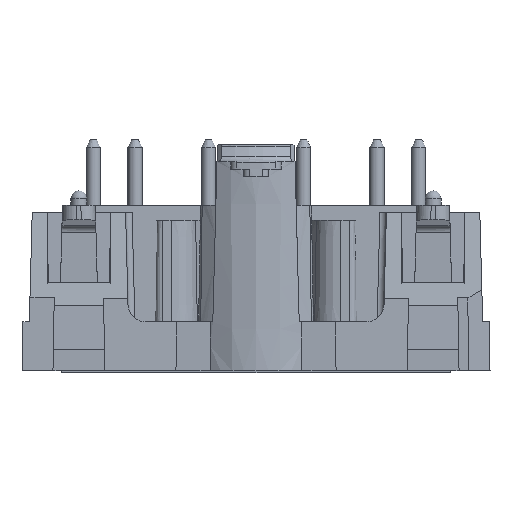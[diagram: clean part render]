
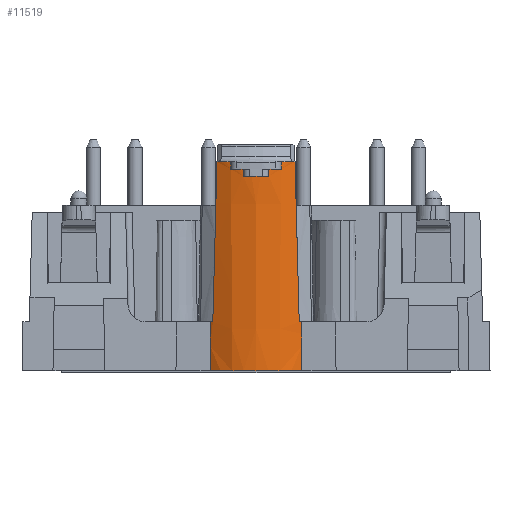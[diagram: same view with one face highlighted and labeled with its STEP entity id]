
A CAD part, left-side view. The second image highlights one B-rep face of the part: STEP entity #11519.
In plain terms, the highlighted conical face has half-angle 0.516 degrees and reference radius 5.5 mm.
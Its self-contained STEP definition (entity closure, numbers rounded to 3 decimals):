
#42=ELLIPSE('',#15730,283.039,6.957);
#43=ELLIPSE('',#15746,283.039,6.957);
#84=ELLIPSE('',#15942,248.172,3.71);
#85=ELLIPSE('',#15945,248.172,3.71);
#230=CONICAL_SURFACE('',#15943,5.5,0.009);
#328=CIRCLE('',#15732,5.6);
#329=CIRCLE('',#15735,5.595);
#330=CIRCLE('',#15738,5.591);
#331=CIRCLE('',#15741,5.595);
#332=CIRCLE('',#15744,5.6);
#388=CIRCLE('',#15925,5.5);
#390=CIRCLE('',#15928,5.5);
#394=CIRCLE('',#15944,5.469);
#786=B_SPLINE_CURVE_WITH_KNOTS('',3,(#23251,#23252,#23253,#23254,#23255,
#23256,#23257),.UNSPECIFIED.,.F.,.F.,(4,3,4),(0.002,0.002,
0.002),.UNSPECIFIED.);
#787=B_SPLINE_CURVE_WITH_KNOTS('',3,(#23265,#23266,#23267,#23268,#23269,
#23270,#23271),.UNSPECIFIED.,.F.,.F.,(4,3,4),(0.002,0.002,
0.003),.UNSPECIFIED.);
#788=B_SPLINE_CURVE_WITH_KNOTS('',3,(#23279,#23280,#23281,#23282,#23283,
#23284,#23285),.UNSPECIFIED.,.F.,.F.,(4,3,4),(0.002,0.002,
0.002),.UNSPECIFIED.);
#789=B_SPLINE_CURVE_WITH_KNOTS('',3,(#23293,#23294,#23295,#23296,#23297,
#23298,#23299),.UNSPECIFIED.,.F.,.F.,(4,3,4),(0.002,0.002,
0.002),.UNSPECIFIED.);
#2516=ORIENTED_EDGE('',*,*,#5106,.F.);
#2517=ORIENTED_EDGE('',*,*,#5107,.F.);
#2518=ORIENTED_EDGE('',*,*,#5082,.T.);
#2519=ORIENTED_EDGE('',*,*,#4888,.F.);
#2520=ORIENTED_EDGE('',*,*,#4886,.T.);
#2521=ORIENTED_EDGE('',*,*,#4884,.T.);
#2522=ORIENTED_EDGE('',*,*,#4882,.T.);
#2523=ORIENTED_EDGE('',*,*,#4880,.T.);
#2524=ORIENTED_EDGE('',*,*,#4878,.T.);
#2525=ORIENTED_EDGE('',*,*,#4876,.T.);
#2526=ORIENTED_EDGE('',*,*,#4874,.T.);
#2527=ORIENTED_EDGE('',*,*,#4872,.T.);
#2528=ORIENTED_EDGE('',*,*,#4870,.T.);
#2529=ORIENTED_EDGE('',*,*,#4868,.F.);
#2530=ORIENTED_EDGE('',*,*,#5080,.T.);
#2531=ORIENTED_EDGE('',*,*,#5104,.T.);
#4868=EDGE_CURVE('',#6338,#6339,#42,.F.);
#4870=EDGE_CURVE('',#6340,#6339,#328,.T.);
#4872=EDGE_CURVE('',#6341,#6340,#786,.T.);
#4874=EDGE_CURVE('',#6342,#6341,#329,.T.);
#4876=EDGE_CURVE('',#6343,#6342,#787,.T.);
#4878=EDGE_CURVE('',#6344,#6343,#330,.T.);
#4880=EDGE_CURVE('',#6345,#6344,#788,.T.);
#4882=EDGE_CURVE('',#6346,#6345,#331,.T.);
#4884=EDGE_CURVE('',#6347,#6346,#789,.T.);
#4886=EDGE_CURVE('',#6348,#6347,#332,.T.);
#4888=EDGE_CURVE('',#6348,#6349,#43,.F.);
#5080=EDGE_CURVE('',#6338,#6472,#388,.T.);
#5082=EDGE_CURVE('',#6473,#6349,#390,.T.);
#5104=EDGE_CURVE('',#6472,#6492,#84,.F.);
#5106=EDGE_CURVE('',#6493,#6492,#394,.F.);
#5107=EDGE_CURVE('',#6473,#6493,#85,.T.);
#6338=VERTEX_POINT('',#23242);
#6339=VERTEX_POINT('',#23244);
#6340=VERTEX_POINT('',#23248);
#6341=VERTEX_POINT('',#23258);
#6342=VERTEX_POINT('',#23262);
#6343=VERTEX_POINT('',#23272);
#6344=VERTEX_POINT('',#23276);
#6345=VERTEX_POINT('',#23286);
#6346=VERTEX_POINT('',#23290);
#6347=VERTEX_POINT('',#23300);
#6348=VERTEX_POINT('',#23304);
#6349=VERTEX_POINT('',#23308);
#6472=VERTEX_POINT('',#23707);
#6473=VERTEX_POINT('',#23711);
#6492=VERTEX_POINT('',#23760);
#6493=VERTEX_POINT('',#23765);
#9521=EDGE_LOOP('',(#2516,#2517,#2518,#2519,#2520,#2521,#2522,#2523,#2524,
#2525,#2526,#2527,#2528,#2529,#2530,#2531));
#10329=FACE_BOUND('',#9521,.T.);
#11519=ADVANCED_FACE('',(#10329),#230,.T.);
#15730=AXIS2_PLACEMENT_3D('',#23243,#17376,#17377);
#15732=AXIS2_PLACEMENT_3D('',#23247,#17381,#17382);
#15735=AXIS2_PLACEMENT_3D('',#23261,#17389,#17390);
#15738=AXIS2_PLACEMENT_3D('',#23275,#17397,#17398);
#15741=AXIS2_PLACEMENT_3D('',#23289,#17405,#17406);
#15744=AXIS2_PLACEMENT_3D('',#23303,#17413,#17414);
#15746=AXIS2_PLACEMENT_3D('',#23307,#17418,#17419);
#15925=AXIS2_PLACEMENT_3D('',#23708,#17874,#17875);
#15928=AXIS2_PLACEMENT_3D('',#23712,#17880,#17881);
#15942=AXIS2_PLACEMENT_3D('',#23761,#17924,#17925);
#15943=AXIS2_PLACEMENT_3D('',#23763,#17927,#17928);
#15944=AXIS2_PLACEMENT_3D('',#23764,#17929,#17930);
#15945=AXIS2_PLACEMENT_3D('',#23766,#17931,#17932);
#17376=DIRECTION('',(0.,-1.,-0.026));
#17377=DIRECTION('',(0.,-0.026,1.));
#17381=DIRECTION('',(0.,0.,-1.));
#17382=DIRECTION('',(-1.,0.,0.));
#17389=DIRECTION('',(0.,0.,-1.));
#17390=DIRECTION('',(-1.,0.,0.));
#17397=DIRECTION('',(0.,0.,-1.));
#17398=DIRECTION('',(-1.,0.,0.));
#17405=DIRECTION('',(0.,0.,-1.));
#17406=DIRECTION('',(-1.,0.,0.));
#17413=DIRECTION('',(0.,0.,-1.));
#17414=DIRECTION('',(-1.,0.,0.));
#17418=DIRECTION('',(0.,1.,-0.026));
#17419=DIRECTION('',(0.,0.026,1.));
#17874=DIRECTION('',(0.,0.,-1.));
#17875=DIRECTION('',(-1.,0.,0.));
#17880=DIRECTION('',(0.,0.,-1.));
#17881=DIRECTION('',(-1.,0.,0.));
#17924=DIRECTION('',(1.,0.,0.017));
#17925=DIRECTION('',(-0.017,0.,1.));
#17927=DIRECTION('',(0.,0.,1.));
#17928=DIRECTION('',(-1.,0.,0.));
#17929=DIRECTION('',(0.,0.,1.));
#17930=DIRECTION('',(1.,0.,0.));
#17931=DIRECTION('',(1.,0.,0.017));
#17932=DIRECTION('',(-0.017,0.,1.));
#23242=CARTESIAN_POINT('',(-32.11,3.,3.4));
#23243=CARTESIAN_POINT('',(-27.5,-2.549,215.309));
#23244=CARTESIAN_POINT('',(-32.401,2.709,14.5));
#23247=CARTESIAN_POINT('',(-27.5,0.,14.5));
#23248=CARTESIAN_POINT('',(-32.82,1.75,14.5));
#23251=CARTESIAN_POINT('',(-32.815,1.75,14.));
#23252=CARTESIAN_POINT('',(-32.815,1.75,14.05));
#23253=CARTESIAN_POINT('',(-32.816,1.75,14.1));
#23254=CARTESIAN_POINT('',(-32.816,1.75,14.15));
#23255=CARTESIAN_POINT('',(-32.817,1.75,14.266));
#23256=CARTESIAN_POINT('',(-32.818,1.75,14.383));
#23257=CARTESIAN_POINT('',(-32.82,1.75,14.5));
#23258=CARTESIAN_POINT('',(-32.815,1.75,14.));
#23261=CARTESIAN_POINT('',(-27.5,0.,14.));
#23262=CARTESIAN_POINT('',(-33.023,0.9,14.));
#23265=CARTESIAN_POINT('',(-33.018,0.9,13.5));
#23266=CARTESIAN_POINT('',(-33.018,0.9,13.542));
#23267=CARTESIAN_POINT('',(-33.019,0.9,13.583));
#23268=CARTESIAN_POINT('',(-33.019,0.9,13.625));
#23269=CARTESIAN_POINT('',(-33.02,0.9,13.75));
#23270=CARTESIAN_POINT('',(-33.021,0.9,13.875));
#23271=CARTESIAN_POINT('',(-33.023,0.9,14.));
#23272=CARTESIAN_POINT('',(-33.018,0.9,13.5));
#23275=CARTESIAN_POINT('',(-27.5,0.,13.5));
#23276=CARTESIAN_POINT('',(-33.018,-0.9,13.5));
#23279=CARTESIAN_POINT('',(-33.023,-0.9,14.));
#23280=CARTESIAN_POINT('',(-33.021,-0.9,13.875));
#23281=CARTESIAN_POINT('',(-33.02,-0.9,13.75));
#23282=CARTESIAN_POINT('',(-33.019,-0.9,13.625));
#23283=CARTESIAN_POINT('',(-33.019,-0.9,13.583));
#23284=CARTESIAN_POINT('',(-33.018,-0.9,13.542));
#23285=CARTESIAN_POINT('',(-33.018,-0.9,13.5));
#23286=CARTESIAN_POINT('',(-33.023,-0.9,14.));
#23289=CARTESIAN_POINT('',(-27.5,0.,14.));
#23290=CARTESIAN_POINT('',(-32.815,-1.75,14.));
#23293=CARTESIAN_POINT('',(-32.82,-1.75,14.5));
#23294=CARTESIAN_POINT('',(-32.818,-1.75,14.383));
#23295=CARTESIAN_POINT('',(-32.817,-1.75,14.266));
#23296=CARTESIAN_POINT('',(-32.816,-1.75,14.15));
#23297=CARTESIAN_POINT('',(-32.816,-1.75,14.1));
#23298=CARTESIAN_POINT('',(-32.815,-1.75,14.05));
#23299=CARTESIAN_POINT('',(-32.815,-1.75,14.));
#23300=CARTESIAN_POINT('',(-32.82,-1.75,14.5));
#23303=CARTESIAN_POINT('',(-27.5,0.,14.5));
#23304=CARTESIAN_POINT('',(-32.401,-2.709,14.5));
#23307=CARTESIAN_POINT('',(-27.5,2.549,215.309));
#23308=CARTESIAN_POINT('',(-32.11,-3.,3.4));
#23707=CARTESIAN_POINT('',(-32.,3.162,3.4));
#23708=CARTESIAN_POINT('',(-27.5,0.,3.4));
#23711=CARTESIAN_POINT('',(-32.,-3.162,3.4));
#23712=CARTESIAN_POINT('',(-27.5,0.,3.4));
#23760=CARTESIAN_POINT('',(-31.941,3.193,0.));
#23761=CARTESIAN_POINT('',(-29.735,0.,-126.336));
#23763=CARTESIAN_POINT('',(-27.5,0.,3.4));
#23764=CARTESIAN_POINT('',(-27.5,0.,0.));
#23765=CARTESIAN_POINT('',(-31.941,-3.193,0.));
#23766=CARTESIAN_POINT('',(-29.735,0.,-126.336));
